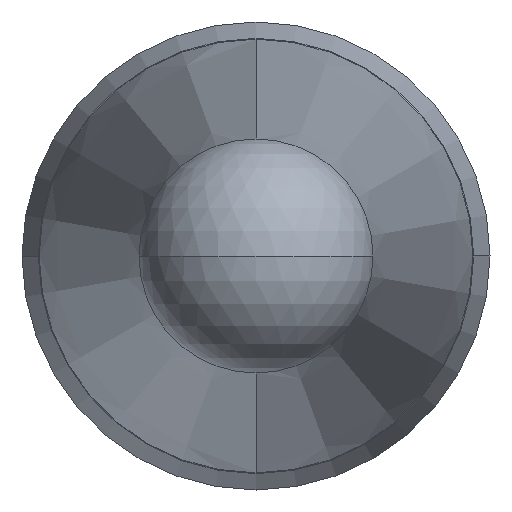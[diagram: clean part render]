
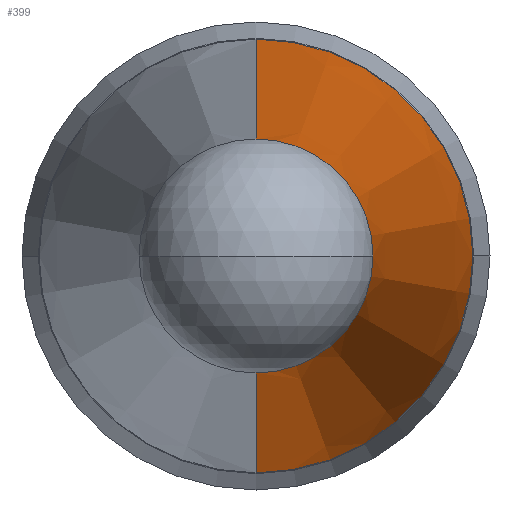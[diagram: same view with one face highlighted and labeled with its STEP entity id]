
A CAD part, front view. The second image highlights one B-rep face of the part: STEP entity #399.
In plain terms, the highlighted conical face has half-angle 5 degrees and reference radius 2.381 mm.
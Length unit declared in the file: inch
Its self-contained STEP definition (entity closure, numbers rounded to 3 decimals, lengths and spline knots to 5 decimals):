
#3 = AXIS2_PLACEMENT_3D ( 'NONE', #86, #444, #78 ) ;
#46 = VECTOR ( 'NONE', #401, 39.37008 ) ;
#47 = LINE ( 'NONE', #203, #101 ) ;
#53 = AXIS2_PLACEMENT_3D ( 'NONE', #285, #184, #456 ) ;
#54 = EDGE_CURVE ( 'NONE', #272, #517, #47, .T. ) ;
#73 = ORIENTED_EDGE ( 'NONE', *, *, #54, .T. ) ;
#78 = DIRECTION ( 'NONE',  ( 0., 0., -1. ) ) ;
#86 = CARTESIAN_POINT ( 'NONE',  ( 0., 0.08591, 0. ) ) ;
#89 = LINE ( 'NONE', #201, #46 ) ;
#93 = CARTESIAN_POINT ( 'NONE',  ( 0., 0.08591, 0. ) ) ;
#101 = VECTOR ( 'NONE', #207, 39.37008 ) ;
#109 = EDGE_LOOP ( 'NONE', ( #390, #73, #339, #230, #496 ) ) ;
#129 = CIRCLE ( 'NONE', #463, 0.09375 ) ;
#137 = EDGE_CURVE ( 'NONE', #266, #330, #129, .T. ) ;
#144 = CARTESIAN_POINT ( 'NONE',  ( 0.09375, 0.08591, 0. ) ) ;
#152 = CARTESIAN_POINT ( 'NONE',  ( 0., 1., -0.17372 ) ) ;
#153 = VERTEX_POINT ( 'NONE', #491 ) ;
#183 = DIRECTION ( 'NONE',  ( 0., 0., -1. ) ) ;
#184 = DIRECTION ( 'NONE',  ( 0., 1., 0. ) ) ;
#201 = CARTESIAN_POINT ( 'NONE',  ( 0., 0.08591, 0.09375 ) ) ;
#203 = CARTESIAN_POINT ( 'NONE',  ( 0., 0.08591, -0.09375 ) ) ;
#207 = DIRECTION ( 'NONE',  ( 0., 0.996, -0.087 ) ) ;
#230 = ORIENTED_EDGE ( 'NONE', *, *, #372, .F. ) ;
#239 = CARTESIAN_POINT ( 'NONE',  ( 0., 0.08591, 0.09375 ) ) ;
#266 = VERTEX_POINT ( 'NONE', #144 ) ;
#272 = VERTEX_POINT ( 'NONE', #277 ) ;
#277 = CARTESIAN_POINT ( 'NONE',  ( 0., 0.08591, -0.09375 ) ) ;
#285 = CARTESIAN_POINT ( 'NONE',  ( 0., 0.08591, 0. ) ) ;
#294 = CIRCLE ( 'NONE', #510, 0.17372 ) ;
#309 = CARTESIAN_POINT ( 'NONE',  ( 0., 1., 0. ) ) ;
#316 = EDGE_CURVE ( 'NONE', #272, #266, #393, .T. ) ;
#327 = DIRECTION ( 'NONE',  ( 0., -1., 0. ) ) ;
#330 = VERTEX_POINT ( 'NONE', #239 ) ;
#339 = ORIENTED_EDGE ( 'NONE', *, *, #462, .T. ) ;
#347 = DIRECTION ( 'NONE',  ( 0., -1., 0. ) ) ;
#372 = EDGE_CURVE ( 'NONE', #330, #153, #89, .T. ) ;
#382 = DIRECTION ( 'NONE',  ( 0., 0., -1. ) ) ;
#390 = ORIENTED_EDGE ( 'NONE', *, *, #316, .F. ) ;
#392 = FACE_OUTER_BOUND ( 'NONE', #109, .T. ) ;
#393 = CIRCLE ( 'NONE', #3, 0.09375 ) ;
#399 = ADVANCED_FACE ( 'NONE', ( #392 ), #440, .T. ) ;
#401 = DIRECTION ( 'NONE',  ( 0., 0.996, 0.087 ) ) ;
#440 = CONICAL_SURFACE ( 'NONE', #53, 0.09375, 0.087 ) ;
#444 = DIRECTION ( 'NONE',  ( 0., -1., 0. ) ) ;
#456 = DIRECTION ( 'NONE',  ( 0., 0., 1. ) ) ;
#462 = EDGE_CURVE ( 'NONE', #517, #153, #294, .T. ) ;
#463 = AXIS2_PLACEMENT_3D ( 'NONE', #93, #327, #183 ) ;
#491 = CARTESIAN_POINT ( 'NONE',  ( 0., 1., 0.17372 ) ) ;
#496 = ORIENTED_EDGE ( 'NONE', *, *, #137, .F. ) ;
#510 = AXIS2_PLACEMENT_3D ( 'NONE', #309, #347, #382 ) ;
#517 = VERTEX_POINT ( 'NONE', #152 ) ;
